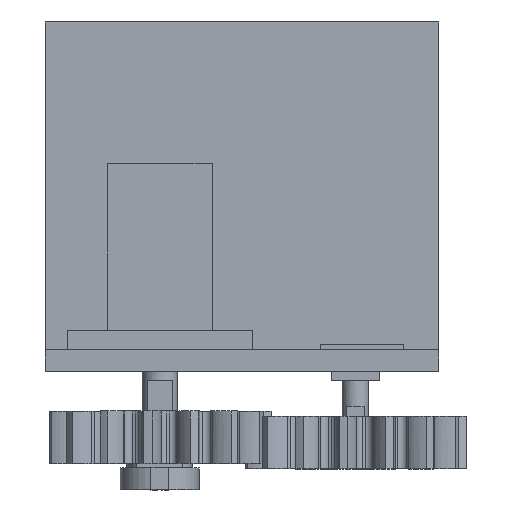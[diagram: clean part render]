
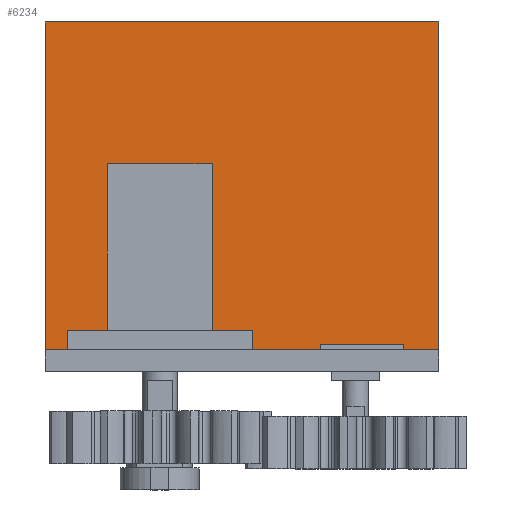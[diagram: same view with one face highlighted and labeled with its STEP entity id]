
A CAD part, top view. The second image highlights one B-rep face of the part: STEP entity #6234.
In plain terms, the highlighted planar face has unit normal (0, 0, 1).
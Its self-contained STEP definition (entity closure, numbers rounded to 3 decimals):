
#1011=FACE_OUTER_BOUND('',#1359,.T.);
#1359=EDGE_LOOP('',(#5632,#5633,#5634,#5635));
#1853=LINE('',#28076,#2363);
#1854=LINE('',#28078,#2364);
#1855=LINE('',#28080,#2365);
#1856=LINE('',#28081,#2366);
#2363=VECTOR('',#8374,10.);
#2364=VECTOR('',#8375,10.);
#2365=VECTOR('',#8376,10.);
#2366=VECTOR('',#8377,10.);
#2988=VERTEX_POINT('',#28074);
#2989=VERTEX_POINT('',#28075);
#2990=VERTEX_POINT('',#28077);
#2991=VERTEX_POINT('',#28079);
#3881=EDGE_CURVE('',#2988,#2989,#1853,.T.);
#3882=EDGE_CURVE('',#2988,#2990,#1854,.T.);
#3883=EDGE_CURVE('',#2991,#2990,#1855,.T.);
#3884=EDGE_CURVE('',#2989,#2991,#1856,.T.);
#5632=ORIENTED_EDGE('',*,*,#3881,.F.);
#5633=ORIENTED_EDGE('',*,*,#3882,.T.);
#5634=ORIENTED_EDGE('',*,*,#3883,.F.);
#5635=ORIENTED_EDGE('',*,*,#3884,.F.);
#5919=PLANE('',#6851);
#6234=ADVANCED_FACE('',(#1011),#5919,.T.);
#6851=AXIS2_PLACEMENT_3D('',#28073,#8372,#8373);
#8372=DIRECTION('center_axis',(0.,0.,1.));
#8373=DIRECTION('ref_axis',(1.,0.,0.));
#8374=DIRECTION('',(-1.,0.,0.));
#8375=DIRECTION('',(0.,1.,0.));
#8376=DIRECTION('',(1.,0.,0.));
#8377=DIRECTION('',(0.,1.,0.));
#28073=CARTESIAN_POINT('Origin',(-26.175,0.,-26.175));
#28074=CARTESIAN_POINT('',(63.825,5.,-26.175));
#28075=CARTESIAN_POINT('',(-26.175,5.,-26.175));
#28076=CARTESIAN_POINT('',(-26.175,5.,-26.175));
#28077=CARTESIAN_POINT('',(63.825,80.,-26.175));
#28078=CARTESIAN_POINT('',(63.825,0.,-26.175));
#28079=CARTESIAN_POINT('',(-26.175,80.,-26.175));
#28080=CARTESIAN_POINT('',(-26.175,80.,-26.175));
#28081=CARTESIAN_POINT('',(-26.175,0.,-26.175));
